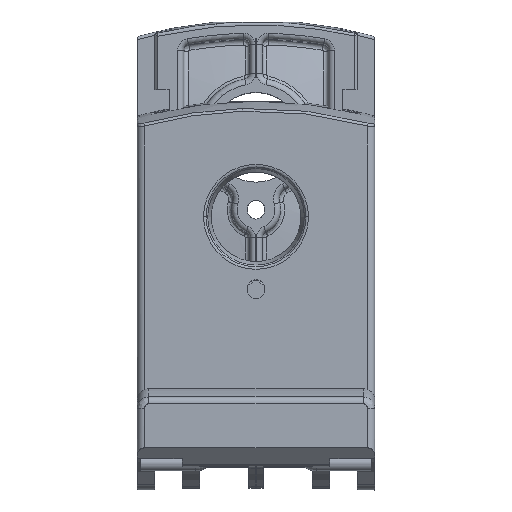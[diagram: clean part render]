
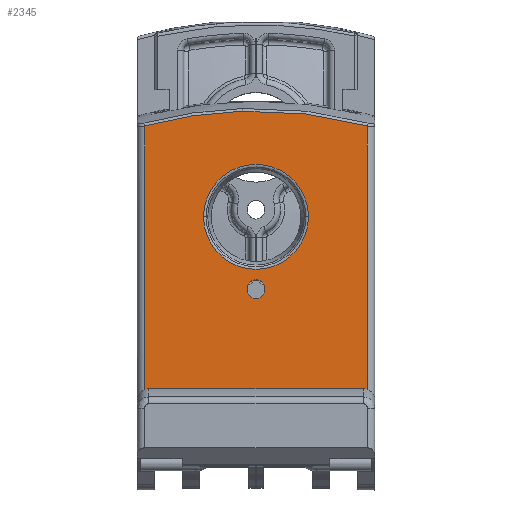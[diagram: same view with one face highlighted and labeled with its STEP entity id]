
A CAD part, top view. The second image highlights one B-rep face of the part: STEP entity #2345.
In plain terms, the highlighted planar face has unit normal (0, 0, 1).
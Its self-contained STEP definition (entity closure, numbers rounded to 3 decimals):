
#762=FACE_BOUND('',#4284,.T.);
#763=FACE_BOUND('',#4285,.T.);
#764=FACE_BOUND('',#4286,.T.);
#1289=B_SPLINE_CURVE_WITH_KNOTS('',3,(#34904,#34905,#34906,#34907),
 .UNSPECIFIED.,.F.,.F.,(4,4),(0.,1.),.UNSPECIFIED.);
#1290=B_SPLINE_CURVE_WITH_KNOTS('',3,(#34910,#34911,#34912,#34913),
 .UNSPECIFIED.,.F.,.F.,(4,4),(0.,1.),.UNSPECIFIED.);
#1291=B_SPLINE_CURVE_WITH_KNOTS('',3,(#34915,#34916,#34917,#34918,#34919,
#34920),.UNSPECIFIED.,.F.,.F.,(4,1,1,4),(0.,0.333,0.667,
1.),.UNSPECIFIED.);
#1292=B_SPLINE_CURVE_WITH_KNOTS('',3,(#34924,#34925,#34926,#34927),
 .UNSPECIFIED.,.F.,.F.,(4,4),(0.,1.),.UNSPECIFIED.);
#1539=PLANE('',#15319);
#2345=ADVANCED_FACE('',(#762,#763,#764),#1539,.T.);
#4284=EDGE_LOOP('',(#9156,#9157,#9158,#9159,#9160,#9161));
#4285=EDGE_LOOP('',(#9162,#9163));
#4286=EDGE_LOOP('',(#9164,#9165,#9166,#9167));
#5020=LINE('',#34894,#5777);
#5023=LINE('',#34902,#5780);
#5024=LINE('',#34922,#5781);
#5025=LINE('',#34929,#5782);
#5777=VECTOR('',#18166,1.);
#5780=VECTOR('',#18175,1.);
#5781=VECTOR('',#18178,1.);
#5782=VECTOR('',#18179,1.);
#9156=ORIENTED_EDGE('',*,*,#13169,.T.);
#9157=ORIENTED_EDGE('',*,*,#13170,.F.);
#9158=ORIENTED_EDGE('',*,*,#13171,.F.);
#9159=ORIENTED_EDGE('',*,*,#13172,.F.);
#9160=ORIENTED_EDGE('',*,*,#13173,.F.);
#9161=ORIENTED_EDGE('',*,*,#13174,.F.);
#9162=ORIENTED_EDGE('',*,*,#13175,.T.);
#9163=ORIENTED_EDGE('',*,*,#13176,.T.);
#9164=ORIENTED_EDGE('',*,*,#13162,.F.);
#9165=ORIENTED_EDGE('',*,*,#13168,.F.);
#9166=ORIENTED_EDGE('',*,*,#13166,.F.);
#9167=ORIENTED_EDGE('',*,*,#13164,.F.);
#11266=VERTEX_POINT('',#34889);
#11267=VERTEX_POINT('',#34891);
#11268=VERTEX_POINT('',#34895);
#11269=VERTEX_POINT('',#34899);
#11270=VERTEX_POINT('',#34908);
#11271=VERTEX_POINT('',#34909);
#11272=VERTEX_POINT('',#34914);
#11273=VERTEX_POINT('',#34921);
#11274=VERTEX_POINT('',#34923);
#11275=VERTEX_POINT('',#34928);
#11276=VERTEX_POINT('',#34931);
#11277=VERTEX_POINT('',#34932);
#13162=EDGE_CURVE('',#11266,#11267,#14169,.T.);
#13164=EDGE_CURVE('',#11267,#11268,#5020,.T.);
#13166=EDGE_CURVE('',#11268,#11269,#14170,.T.);
#13168=EDGE_CURVE('',#11269,#11266,#5023,.T.);
#13169=EDGE_CURVE('',#11270,#11271,#1289,.T.);
#13170=EDGE_CURVE('',#11272,#11271,#1290,.T.);
#13171=EDGE_CURVE('',#11273,#11272,#1291,.T.);
#13172=EDGE_CURVE('',#11274,#11273,#5024,.T.);
#13173=EDGE_CURVE('',#11275,#11274,#1292,.T.);
#13174=EDGE_CURVE('',#11270,#11275,#5025,.T.);
#13175=EDGE_CURVE('',#11276,#11277,#14171,.T.);
#13176=EDGE_CURVE('',#11277,#11276,#14172,.T.);
#14169=CIRCLE('',#15311,0.6);
#14170=CIRCLE('',#15314,0.6);
#14171=CIRCLE('',#15317,3.623);
#14172=CIRCLE('',#15318,3.623);
#15311=AXIS2_PLACEMENT_3D('',#34890,#18161,#18162);
#15314=AXIS2_PLACEMENT_3D('',#34898,#18170,#18171);
#15317=AXIS2_PLACEMENT_3D('',#34930,#18180,#18181);
#15318=AXIS2_PLACEMENT_3D('',#34933,#18182,#18183);
#15319=AXIS2_PLACEMENT_3D('',#34934,#18184,#18185);
#18161=DIRECTION('',(0.,0.,1.));
#18162=DIRECTION('',(-1.,0.,0.));
#18166=DIRECTION('',(0.,1.,0.));
#18170=DIRECTION('',(0.,0.,1.));
#18171=DIRECTION('',(1.,0.,0.));
#18175=DIRECTION('',(0.,-1.,0.));
#18178=DIRECTION('',(-1.,0.,0.));
#18179=DIRECTION('',(0.,-1.,0.));
#18180=DIRECTION('',(0.,0.,-1.));
#18181=DIRECTION('',(-1.,0.,0.));
#18182=DIRECTION('',(0.,0.,-1.));
#18183=DIRECTION('',(1.,0.,0.));
#18184=DIRECTION('',(0.,0.,1.));
#18185=DIRECTION('',(1.,0.,0.));
#34889=CARTESIAN_POINT('',(61.95,74.25,-29.85));
#34890=CARTESIAN_POINT('',(62.55,74.25,-29.85));
#34891=CARTESIAN_POINT('',(63.15,74.25,-29.85));
#34894=CARTESIAN_POINT('',(63.15,74.25,-29.85));
#34895=CARTESIAN_POINT('',(63.15,74.35,-29.85));
#34898=CARTESIAN_POINT('',(62.55,74.35,-29.85));
#34899=CARTESIAN_POINT('',(61.95,74.35,-29.85));
#34902=CARTESIAN_POINT('',(61.95,74.35,-29.85));
#34904=CARTESIAN_POINT('',(70.25,85.579,-29.85));
#34905=CARTESIAN_POINT('',(65.206,86.956,-29.85));
#34906=CARTESIAN_POINT('',(59.873,86.95,-29.85));
#34907=CARTESIAN_POINT('',(54.85,85.579,-29.85));
#34908=CARTESIAN_POINT('',(70.25,85.579,-29.85));
#34909=CARTESIAN_POINT('',(54.85,85.579,-29.85));
#34910=CARTESIAN_POINT('',(54.85,67.365,-29.85));
#34911=CARTESIAN_POINT('',(54.85,73.437,-29.85));
#34912=CARTESIAN_POINT('',(54.85,79.508,-29.85));
#34913=CARTESIAN_POINT('',(54.85,85.579,-29.85));
#34914=CARTESIAN_POINT('',(54.85,67.365,-29.85));
#34915=CARTESIAN_POINT('',(55.15,67.425,-29.85));
#34916=CARTESIAN_POINT('',(55.116,67.425,-29.85));
#34917=CARTESIAN_POINT('',(55.048,67.42,-29.85));
#34918=CARTESIAN_POINT('',(54.947,67.4,-29.85));
#34919=CARTESIAN_POINT('',(54.882,67.379,-29.85));
#34920=CARTESIAN_POINT('',(54.85,67.365,-29.85));
#34921=CARTESIAN_POINT('',(55.15,67.425,-29.85));
#34922=CARTESIAN_POINT('',(69.95,67.425,-29.85));
#34923=CARTESIAN_POINT('',(69.95,67.425,-29.85));
#34924=CARTESIAN_POINT('',(70.25,67.365,-29.85));
#34925=CARTESIAN_POINT('',(70.156,67.404,-29.85));
#34926=CARTESIAN_POINT('',(70.052,67.425,-29.85));
#34927=CARTESIAN_POINT('',(69.95,67.425,-29.85));
#34928=CARTESIAN_POINT('',(70.25,67.365,-29.85));
#34929=CARTESIAN_POINT('',(70.25,60.25,-29.85));
#34930=CARTESIAN_POINT('',(62.55,79.3,-29.85));
#34931=CARTESIAN_POINT('',(58.927,79.3,-29.85));
#34932=CARTESIAN_POINT('',(66.173,79.3,-29.85));
#34933=CARTESIAN_POINT('',(62.55,79.3,-29.85));
#34934=CARTESIAN_POINT('',(62.55,60.25,-29.85));
